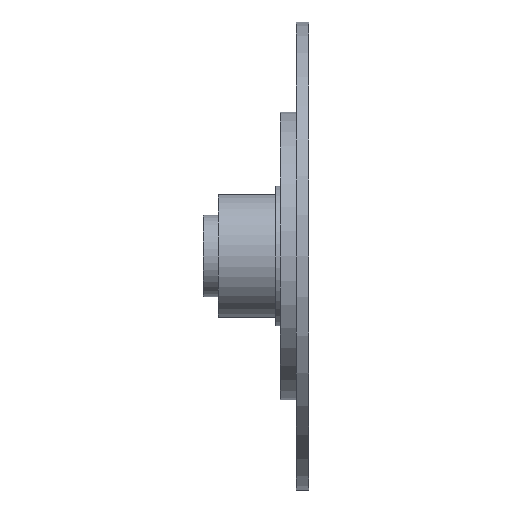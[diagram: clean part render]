
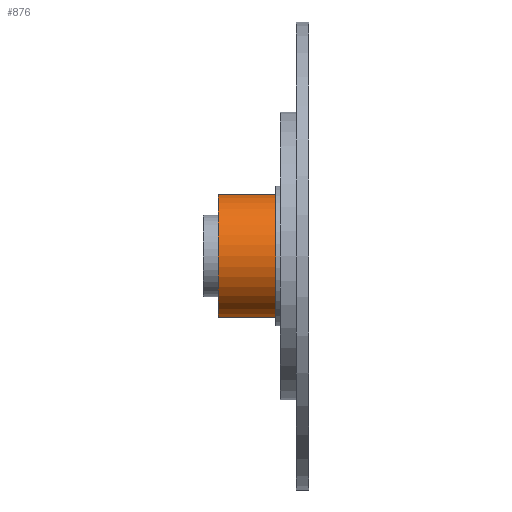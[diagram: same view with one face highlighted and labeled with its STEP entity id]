
A CAD part, left-side view. The second image highlights one B-rep face of the part: STEP entity #876.
In plain terms, the highlighted cylindrical face has radius 15 mm (diameter 30 mm), a partial arc.
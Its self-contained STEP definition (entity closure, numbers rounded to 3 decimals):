
#43 = CARTESIAN_POINT ( 'NONE',  ( 0., 0., -15. ) ) ;
#45 = DIRECTION ( 'NONE',  ( 0., 0., -1. ) ) ;
#91 = CARTESIAN_POINT ( 'NONE',  ( 0., 22.05, 15. ) ) ;
#122 = DIRECTION ( 'NONE',  ( 0., -1., 0. ) ) ;
#186 = VERTEX_POINT ( 'NONE', #1021 ) ;
#210 = DIRECTION ( 'NONE',  ( 0., 0., -1. ) ) ;
#216 = LINE ( 'NONE', #43, #295 ) ;
#230 = CARTESIAN_POINT ( 'NONE',  ( 0., 8.05, 0. ) ) ;
#231 = CARTESIAN_POINT ( 'NONE',  ( 0., 22.05, -15. ) ) ;
#238 = VERTEX_POINT ( 'NONE', #91 ) ;
#295 = VECTOR ( 'NONE', #888, 1000. ) ;
#324 = CARTESIAN_POINT ( 'NONE',  ( 0., 8.05, 15. ) ) ;
#360 = EDGE_CURVE ( 'NONE', #752, #186, #216, .T. ) ;
#361 = AXIS2_PLACEMENT_3D ( 'NONE', #880, #894, #45 ) ;
#382 = CYLINDRICAL_SURFACE ( 'NONE', #361, 15. ) ;
#409 = VECTOR ( 'NONE', #1076, 1000. ) ;
#463 = FACE_OUTER_BOUND ( 'NONE', #1017, .T. ) ;
#491 = ORIENTED_EDGE ( 'NONE', *, *, #996, .F. ) ;
#508 = LINE ( 'NONE', #660, #409 ) ;
#601 = ORIENTED_EDGE ( 'NONE', *, *, #1067, .F. ) ;
#660 = CARTESIAN_POINT ( 'NONE',  ( 0., 0., 15. ) ) ;
#662 = ORIENTED_EDGE ( 'NONE', *, *, #738, .T. ) ;
#708 = CARTESIAN_POINT ( 'NONE',  ( 0., 22.05, 0. ) ) ;
#738 = EDGE_CURVE ( 'NONE', #238, #752, #910, .T. ) ;
#752 = VERTEX_POINT ( 'NONE', #231 ) ;
#801 = DIRECTION ( 'NONE',  ( 0., -1., 0. ) ) ;
#829 = CIRCLE ( 'NONE', #1012, 15. ) ;
#876 = ADVANCED_FACE ( 'NONE', ( #463 ), #382, .T. ) ;
#880 = CARTESIAN_POINT ( 'NONE',  ( 0., 0., 0. ) ) ;
#888 = DIRECTION ( 'NONE',  ( 0., -1., 0. ) ) ;
#894 = DIRECTION ( 'NONE',  ( 0., -1., 0. ) ) ;
#910 = CIRCLE ( 'NONE', #1068, 15. ) ;
#971 = DIRECTION ( 'NONE',  ( 0., 0., -1. ) ) ;
#977 = ORIENTED_EDGE ( 'NONE', *, *, #360, .T. ) ;
#988 = VERTEX_POINT ( 'NONE', #324 ) ;
#996 = EDGE_CURVE ( 'NONE', #238, #988, #508, .T. ) ;
#1012 = AXIS2_PLACEMENT_3D ( 'NONE', #230, #801, #210 ) ;
#1017 = EDGE_LOOP ( 'NONE', ( #491, #662, #977, #601 ) ) ;
#1021 = CARTESIAN_POINT ( 'NONE',  ( 0., 8.05, -15. ) ) ;
#1067 = EDGE_CURVE ( 'NONE', #988, #186, #829, .T. ) ;
#1068 = AXIS2_PLACEMENT_3D ( 'NONE', #708, #122, #971 ) ;
#1076 = DIRECTION ( 'NONE',  ( 0., -1., 0. ) ) ;
